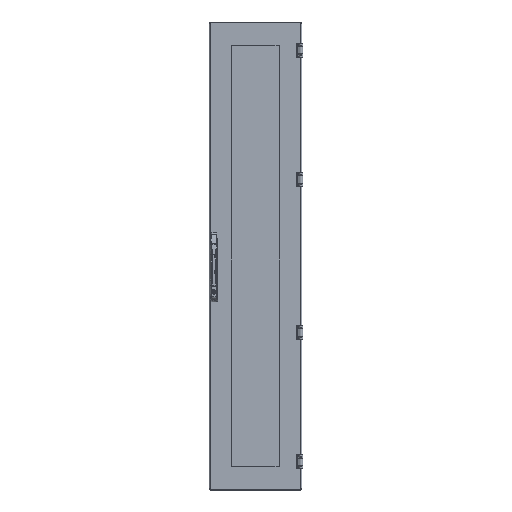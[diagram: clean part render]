
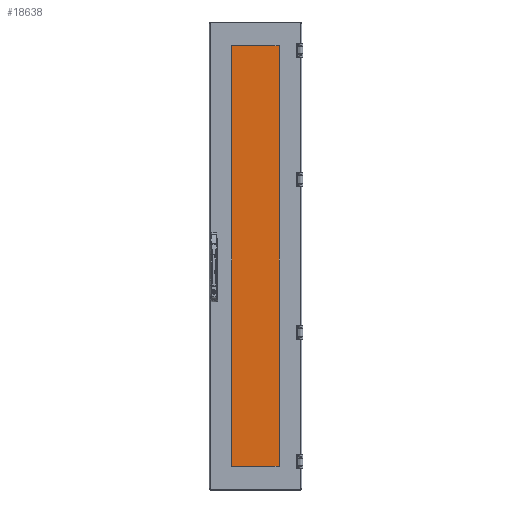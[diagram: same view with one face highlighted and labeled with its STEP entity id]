
A CAD part, top view. The second image highlights one B-rep face of the part: STEP entity #18638.
In plain terms, the highlighted planar face has unit normal (0, 0, 1).
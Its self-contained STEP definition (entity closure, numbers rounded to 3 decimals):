
#998 = CARTESIAN_POINT ( 'NONE',  ( -123.25, -911.05, 4. ) ) ;
#1451 = AXIS2_PLACEMENT_3D ( 'NONE', #5422, #41514, #61475 ) ;
#4846 = VECTOR ( 'NONE', #29317, 1000. ) ;
#5422 = CARTESIAN_POINT ( 'NONE',  ( 0., 0., 4. ) ) ;
#8278 = ORIENTED_EDGE ( 'NONE', *, *, #45522, .T. ) ;
#10366 = LINE ( 'NONE', #10816, #32740 ) ;
#10816 = CARTESIAN_POINT ( 'NONE',  ( -123.25, -911.05, 4. ) ) ;
#10994 = EDGE_CURVE ( 'NONE', #37107, #67492, #10366, .T. ) ;
#13513 = ORIENTED_EDGE ( 'NONE', *, *, #10994, .T. ) ;
#17943 = CARTESIAN_POINT ( 'NONE',  ( 123.25, 911.05, 4. ) ) ;
#18638 = ADVANCED_FACE ( 'NONE', ( #48464 ), #33658, .F. ) ;
#20769 = CARTESIAN_POINT ( 'NONE',  ( 123.25, -911.05, 4. ) ) ;
#25946 = DIRECTION ( 'NONE',  ( 0., 1., 0. ) ) ;
#27140 = VERTEX_POINT ( 'NONE', #20769 ) ;
#29317 = DIRECTION ( 'NONE',  ( -1., 0., 0. ) ) ;
#29777 = CARTESIAN_POINT ( 'NONE',  ( -123.25, 911.05, 4. ) ) ;
#30872 = EDGE_CURVE ( 'NONE', #67492, #27140, #57040, .T. ) ;
#32740 = VECTOR ( 'NONE', #59473, 1000. ) ;
#33658 = PLANE ( 'NONE',  #1451 ) ;
#37107 = VERTEX_POINT ( 'NONE', #44984 ) ;
#41514 = DIRECTION ( 'NONE',  ( 0., 0., -1. ) ) ;
#44984 = CARTESIAN_POINT ( 'NONE',  ( -123.25, 911.05, 4. ) ) ;
#45444 = CARTESIAN_POINT ( 'NONE',  ( 123.25, -911.05, 4. ) ) ;
#45522 = EDGE_CURVE ( 'NONE', #76505, #37107, #65899, .T. ) ;
#48464 = FACE_OUTER_BOUND ( 'NONE', #87152, .T. ) ;
#57040 = LINE ( 'NONE', #72743, #71108 ) ;
#59473 = DIRECTION ( 'NONE',  ( 0., -1., 0. ) ) ;
#61475 = DIRECTION ( 'NONE',  ( -1., 0., 0. ) ) ;
#65899 = LINE ( 'NONE', #29777, #4846 ) ;
#67200 = LINE ( 'NONE', #45444, #84305 ) ;
#67492 = VERTEX_POINT ( 'NONE', #998 ) ;
#70062 = ORIENTED_EDGE ( 'NONE', *, *, #84804, .T. ) ;
#71108 = VECTOR ( 'NONE', #71366, 1000. ) ;
#71366 = DIRECTION ( 'NONE',  ( 1., 0., 0. ) ) ;
#72743 = CARTESIAN_POINT ( 'NONE',  ( -123.25, -911.05, 4. ) ) ;
#76505 = VERTEX_POINT ( 'NONE', #17943 ) ;
#84305 = VECTOR ( 'NONE', #25946, 1000. ) ;
#84804 = EDGE_CURVE ( 'NONE', #27140, #76505, #67200, .T. ) ;
#86493 = ORIENTED_EDGE ( 'NONE', *, *, #30872, .T. ) ;
#87152 = EDGE_LOOP ( 'NONE', ( #70062, #8278, #13513, #86493 ) ) ;
